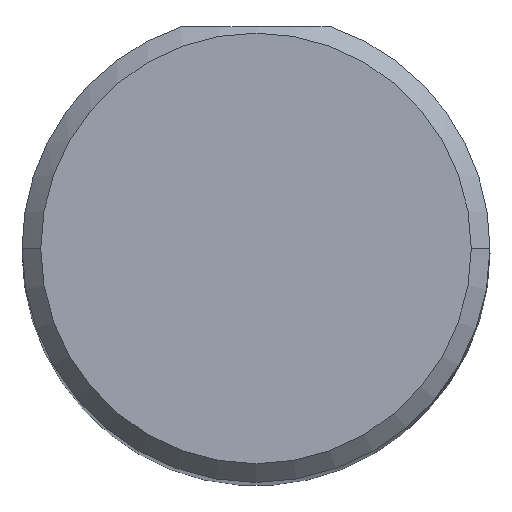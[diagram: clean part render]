
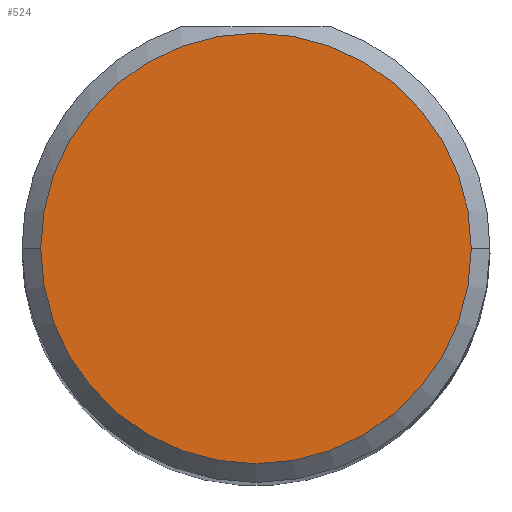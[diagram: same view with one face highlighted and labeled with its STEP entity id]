
A CAD part, top view. The second image highlights one B-rep face of the part: STEP entity #524.
In plain terms, the highlighted planar face has unit normal (0, 0, 1).
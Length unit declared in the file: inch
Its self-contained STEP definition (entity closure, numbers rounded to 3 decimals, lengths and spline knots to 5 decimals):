
#48 = DIRECTION ( 'NONE',  ( 1., 0., 0. ) ) ;
#163 = DIRECTION ( 'NONE',  ( 0., 0., 1. ) ) ;
#166 = VERTEX_POINT ( 'NONE', #311 ) ;
#187 = EDGE_CURVE ( 'NONE', #305, #166, #591, .T. ) ;
#195 = EDGE_CURVE ( 'NONE', #166, #305, #623, .T. ) ;
#226 = DIRECTION ( 'NONE',  ( 1., 0., 0. ) ) ;
#228 = ORIENTED_EDGE ( 'NONE', *, *, #195, .T. ) ;
#305 = VERTEX_POINT ( 'NONE', #584 ) ;
#311 = CARTESIAN_POINT ( 'NONE',  ( 0.1725, 0., 2.5 ) ) ;
#330 = PLANE ( 'NONE',  #388 ) ;
#387 = AXIS2_PLACEMENT_3D ( 'NONE', #509, #560, #48 ) ;
#388 = AXIS2_PLACEMENT_3D ( 'NONE', #507, #163, #226 ) ;
#399 = DIRECTION ( 'NONE',  ( 1., 0., 0. ) ) ;
#401 = AXIS2_PLACEMENT_3D ( 'NONE', #679, #672, #399 ) ;
#507 = CARTESIAN_POINT ( 'NONE',  ( 0., 0., 2.5 ) ) ;
#509 = CARTESIAN_POINT ( 'NONE',  ( 0., 0., 2.5 ) ) ;
#524 = ADVANCED_FACE ( 'NONE', ( #671 ), #330, .T. ) ;
#560 = DIRECTION ( 'NONE',  ( 0., 0., 1. ) ) ;
#565 = ORIENTED_EDGE ( 'NONE', *, *, #187, .T. ) ;
#584 = CARTESIAN_POINT ( 'NONE',  ( -0.1725, 0., 2.5 ) ) ;
#591 = CIRCLE ( 'NONE', #387, 0.1725 ) ;
#623 = CIRCLE ( 'NONE', #401, 0.1725 ) ;
#626 = EDGE_LOOP ( 'NONE', ( #565, #228 ) ) ;
#671 = FACE_OUTER_BOUND ( 'NONE', #626, .T. ) ;
#672 = DIRECTION ( 'NONE',  ( 0., 0., 1. ) ) ;
#679 = CARTESIAN_POINT ( 'NONE',  ( 0., 0., 2.5 ) ) ;
